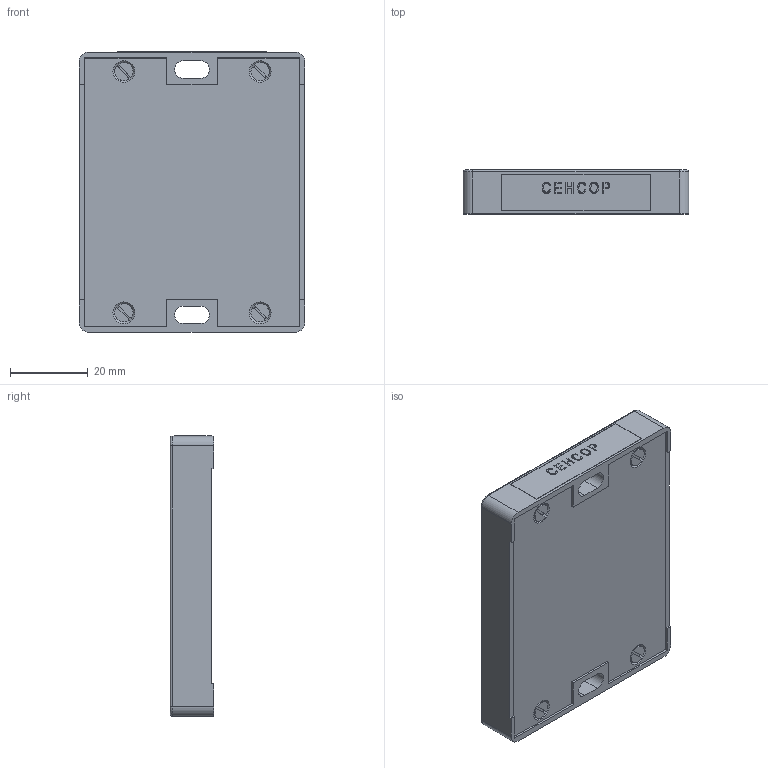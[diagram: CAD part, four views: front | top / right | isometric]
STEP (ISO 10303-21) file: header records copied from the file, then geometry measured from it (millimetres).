
FILE_DESCRIPTION(/* description */ ('Unknown'),/* implementation_level */ '2;1');
FILE_NAME(/* name */ '_PV-SV-050',/* time_stamp */ '2023-02-06T09:19:16+05:00',/* author */ ('Unknown'),/* organization */ ('Unknown'),/* preprocessor_version */ 'ST-DEVELOPER v16.7',/* originating_system */ 'Solid Edge',/* authorisation */ 'Unknown');
FILE_SCHEMA (('AUTOMOTIVE_DESIGN {1 0 10303 214 3 1 1}'));
Length unit declared in the file: millimetre
Products named in the file (6): 12.014.104 ñâåòîâîçâðàùàòåëü íà 1 êàòàôîò; Á0.153 Êðûøêà; À1.106 Êîðïóñ; Ýòèêåòêà 38õ9,4 äëÿ ñâåòîâîçâàùàòåëÿ; ﾎ2.002 ﾊ瑣瑶ⅳ; Screw_DIN_7513_FE_M2.5x10_v16.00
Assembly tree (8 placements, depth 2):
  12.014.104 ñâåòîâîçâðàùàòåëü íà 1 êàòàôîò
    Á0.153 Êðûøêà
    À1.106 Êîðïóñ
    Ýòèêåòêà 38õ9,4 äëÿ ñâåòîâîçâàùàòåëÿ
    ﾎ2.002 ﾊ瑣瑶ⅳ
    Screw_DIN_7513_FE_M2.5x10_v16.00  x4
Bounding box: 58 x 11.2 x 72.1 mm (x, y, z)
Volume: 29520.2 mm3; surface area: 29033.4 mm2
Topology: 8 solids, 8 shells, 797 faces, 1858 edges, 1101 vertices
Faces by surface type: plane 669, bspline 56, cylinder 48, cone 16, torus 8
Full cylindrical faces by diameter (mm): 1.8 x4, 2.25 x4
Entity records: 19847 total; most frequent: CARTESIAN_POINT 4164, ORIENTED_EDGE 3152, DIRECTION 2956, EDGE_CURVE 1576, LINE 1450, VECTOR 1450, VERTEX_POINT 927, AXIS2_PLACEMENT_3D 753
